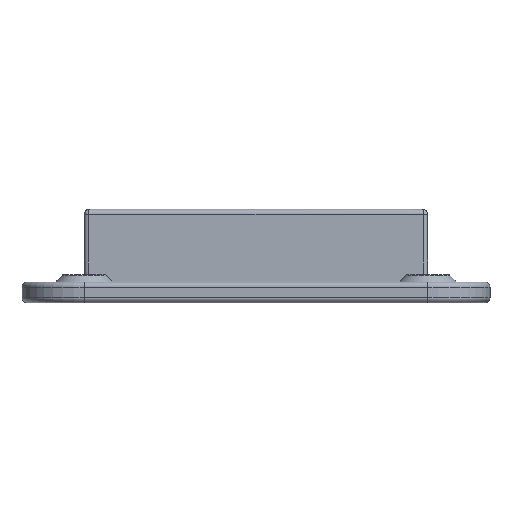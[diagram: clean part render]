
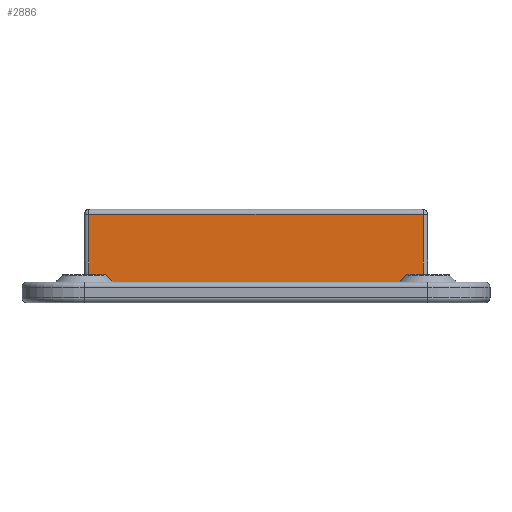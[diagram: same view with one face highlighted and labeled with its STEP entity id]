
A CAD part, front view. The second image highlights one B-rep face of the part: STEP entity #2886.
In plain terms, the highlighted planar face has unit normal (0, -1, 0).
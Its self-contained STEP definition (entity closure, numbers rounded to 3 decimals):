
#161=PLANE('',#3161);
#264=FACE_OUTER_BOUND('',#447,.T.);
#447=EDGE_LOOP('',(#2279,#2280,#2281,#2282,#2283,#2284,#2285,#2286));
#693=LINE('',#4899,#911);
#694=LINE('',#4901,#912);
#695=LINE('',#4903,#913);
#696=LINE('',#4907,#914);
#697=LINE('',#4909,#915);
#698=LINE('',#4910,#916);
#911=VECTOR('',#3820,10.);
#912=VECTOR('',#3821,10.);
#913=VECTOR('',#3822,10.);
#914=VECTOR('',#3825,10.);
#915=VECTOR('',#3826,10.);
#916=VECTOR('',#3827,10.);
#1070=CIRCLE('',#3157,0.7);
#1073=CIRCLE('',#3162,0.7);
#1316=VERTEX_POINT('',#4838);
#1320=VERTEX_POINT('',#4857);
#1324=VERTEX_POINT('',#4898);
#1325=VERTEX_POINT('',#4900);
#1326=VERTEX_POINT('',#4902);
#1327=VERTEX_POINT('',#4904);
#1328=VERTEX_POINT('',#4906);
#1329=VERTEX_POINT('',#4908);
#1661=EDGE_CURVE('',#1316,#1320,#1070,.T.);
#1667=EDGE_CURVE('',#1324,#1316,#693,.T.);
#1668=EDGE_CURVE('',#1325,#1324,#694,.T.);
#1669=EDGE_CURVE('',#1325,#1326,#695,.T.);
#1670=EDGE_CURVE('',#1327,#1326,#1073,.T.);
#1671=EDGE_CURVE('',#1328,#1327,#696,.T.);
#1672=EDGE_CURVE('',#1329,#1328,#697,.T.);
#1673=EDGE_CURVE('',#1320,#1329,#698,.T.);
#2279=ORIENTED_EDGE('',*,*,#1661,.F.);
#2280=ORIENTED_EDGE('',*,*,#1667,.F.);
#2281=ORIENTED_EDGE('',*,*,#1668,.F.);
#2282=ORIENTED_EDGE('',*,*,#1669,.T.);
#2283=ORIENTED_EDGE('',*,*,#1670,.F.);
#2284=ORIENTED_EDGE('',*,*,#1671,.F.);
#2285=ORIENTED_EDGE('',*,*,#1672,.F.);
#2286=ORIENTED_EDGE('',*,*,#1673,.F.);
#2886=ADVANCED_FACE('',(#264),#161,.T.);
#3157=AXIS2_PLACEMENT_3D('',#4858,#3810,#3811);
#3161=AXIS2_PLACEMENT_3D('',#4897,#3818,#3819);
#3162=AXIS2_PLACEMENT_3D('',#4905,#3823,#3824);
#3810=DIRECTION('center_axis',(0.,-1.,0.));
#3811=DIRECTION('ref_axis',(0.286,0.,-0.958));
#3818=DIRECTION('center_axis',(0.,-1.,0.));
#3819=DIRECTION('ref_axis',(1.,0.,0.));
#3820=DIRECTION('',(0.,0.,1.));
#3821=DIRECTION('',(-1.,0.,0.));
#3822=DIRECTION('',(0.,0.,1.));
#3823=DIRECTION('center_axis',(0.,-1.,0.));
#3824=DIRECTION('ref_axis',(-0.286,0.,-0.958));
#3825=DIRECTION('',(0.,0.,-1.));
#3826=DIRECTION('',(1.,0.,0.));
#3827=DIRECTION('',(0.,0.,1.));
#4838=CARTESIAN_POINT('',(0.,0.,1.529));
#4857=CARTESIAN_POINT('',(0.4,0.,2.561));
#4858=CARTESIAN_POINT('Origin',(-0.2,0.,2.2));
#4897=CARTESIAN_POINT('Origin',(0.,0.,
0.));
#4898=CARTESIAN_POINT('',(0.,0.,0.5));
#4899=CARTESIAN_POINT('',(0.,0.,0.));
#4900=CARTESIAN_POINT('',(33.,0.,0.5));
#4901=CARTESIAN_POINT('',(8.25,0.,0.5));
#4902=CARTESIAN_POINT('',(33.,0.,1.529));
#4903=CARTESIAN_POINT('',(33.,0.,0.));
#4904=CARTESIAN_POINT('',(32.6,0.,2.561));
#4905=CARTESIAN_POINT('Origin',(33.2,0.,2.2));
#4906=CARTESIAN_POINT('',(32.6,0.,8.5));
#4907=CARTESIAN_POINT('',(32.6,0.,1.));
#4908=CARTESIAN_POINT('',(0.4,0.,8.5));
#4909=CARTESIAN_POINT('',(8.25,0.,8.5));
#4910=CARTESIAN_POINT('',(0.4,0.,1.));
